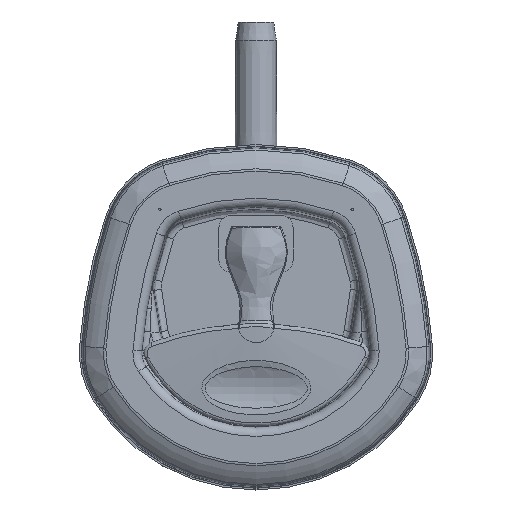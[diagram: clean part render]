
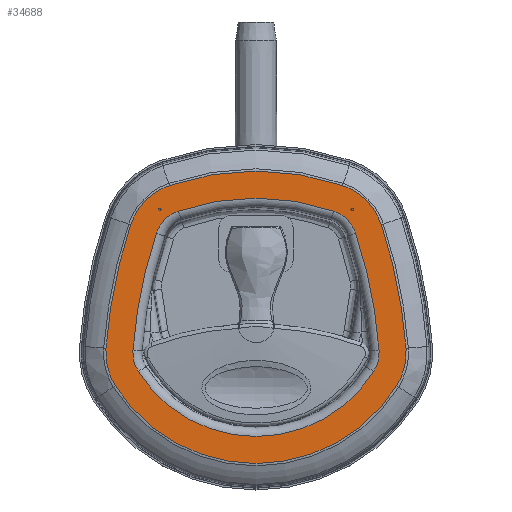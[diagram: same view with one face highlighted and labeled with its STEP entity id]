
A CAD part, top view. The second image highlights one B-rep face of the part: STEP entity #34688.
In plain terms, the highlighted planar face has unit normal (0, 0, 1).
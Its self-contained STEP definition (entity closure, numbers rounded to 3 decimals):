
#1644=FACE_BOUND('',#7723,.T.);
#3555=CIRCLE('',#37696,2.764);
#3557=CIRCLE('',#37699,1.037);
#3559=CIRCLE('',#37702,8.449);
#3561=CIRCLE('',#37705,1.037);
#3563=CIRCLE('',#37708,4.412);
#3565=CIRCLE('',#37711,1.037);
#3567=CIRCLE('',#37714,8.449);
#3569=CIRCLE('',#37717,1.037);
#3572=CIRCLE('',#37722,7.999);
#3573=CIRCLE('',#37723,0.587);
#3574=CIRCLE('',#37724,2.314);
#3575=CIRCLE('',#37725,0.587);
#3576=CIRCLE('',#37726,7.999);
#3577=CIRCLE('',#37727,0.587);
#3578=CIRCLE('',#37728,3.962);
#3579=CIRCLE('',#37729,0.587);
#5577=FACE_OUTER_BOUND('',#7722,.T.);
#7722=EDGE_LOOP('',(#26795,#26796,#26797,#26798,#26799,#26800,#26801,#26802));
#7723=EDGE_LOOP('',(#26803,#26804,#26805,#26806,#26807,#26808,#26809,#26810));
#14628=VERTEX_POINT('',#65146);
#14630=VERTEX_POINT('',#65150);
#14631=VERTEX_POINT('',#65154);
#14632=VERTEX_POINT('',#65158);
#14633=VERTEX_POINT('',#65162);
#14634=VERTEX_POINT('',#65166);
#14635=VERTEX_POINT('',#65170);
#14637=VERTEX_POINT('',#65175);
#14638=VERTEX_POINT('',#65185);
#14639=VERTEX_POINT('',#65186);
#14640=VERTEX_POINT('',#65188);
#14641=VERTEX_POINT('',#65190);
#14642=VERTEX_POINT('',#65192);
#14643=VERTEX_POINT('',#65194);
#14644=VERTEX_POINT('',#65196);
#14645=VERTEX_POINT('',#65198);
#18864=EDGE_CURVE('',#14630,#14628,#3555,.T.);
#18866=EDGE_CURVE('',#14631,#14630,#3557,.T.);
#18868=EDGE_CURVE('',#14632,#14631,#3559,.T.);
#18870=EDGE_CURVE('',#14633,#14632,#3561,.T.);
#18872=EDGE_CURVE('',#14634,#14633,#3563,.T.);
#18874=EDGE_CURVE('',#14635,#14634,#3565,.T.);
#18876=EDGE_CURVE('',#14637,#14635,#3567,.T.);
#18878=EDGE_CURVE('',#14628,#14637,#3569,.T.);
#18881=EDGE_CURVE('',#14638,#14639,#3572,.T.);
#18882=EDGE_CURVE('',#14640,#14638,#3573,.T.);
#18883=EDGE_CURVE('',#14641,#14640,#3574,.T.);
#18884=EDGE_CURVE('',#14642,#14641,#3575,.T.);
#18885=EDGE_CURVE('',#14643,#14642,#3576,.T.);
#18886=EDGE_CURVE('',#14644,#14643,#3577,.T.);
#18887=EDGE_CURVE('',#14645,#14644,#3578,.T.);
#18888=EDGE_CURVE('',#14639,#14645,#3579,.T.);
#26795=ORIENTED_EDGE('',*,*,#18864,.F.);
#26796=ORIENTED_EDGE('',*,*,#18866,.F.);
#26797=ORIENTED_EDGE('',*,*,#18868,.F.);
#26798=ORIENTED_EDGE('',*,*,#18870,.F.);
#26799=ORIENTED_EDGE('',*,*,#18872,.F.);
#26800=ORIENTED_EDGE('',*,*,#18874,.F.);
#26801=ORIENTED_EDGE('',*,*,#18876,.F.);
#26802=ORIENTED_EDGE('',*,*,#18878,.F.);
#26803=ORIENTED_EDGE('',*,*,#18881,.F.);
#26804=ORIENTED_EDGE('',*,*,#18882,.F.);
#26805=ORIENTED_EDGE('',*,*,#18883,.F.);
#26806=ORIENTED_EDGE('',*,*,#18884,.F.);
#26807=ORIENTED_EDGE('',*,*,#18885,.F.);
#26808=ORIENTED_EDGE('',*,*,#18886,.F.);
#26809=ORIENTED_EDGE('',*,*,#18887,.F.);
#26810=ORIENTED_EDGE('',*,*,#18888,.F.);
#31166=PLANE('',#37721);
#34688=ADVANCED_FACE('',(#5577,#1644),#31166,.T.);
#37696=AXIS2_PLACEMENT_3D('',#65152,#44771,#44772);
#37699=AXIS2_PLACEMENT_3D('',#65156,#44777,#44778);
#37702=AXIS2_PLACEMENT_3D('',#65160,#44783,#44784);
#37705=AXIS2_PLACEMENT_3D('',#65164,#44789,#44790);
#37708=AXIS2_PLACEMENT_3D('',#65168,#44795,#44796);
#37711=AXIS2_PLACEMENT_3D('',#65172,#44801,#44802);
#37714=AXIS2_PLACEMENT_3D('',#65177,#44807,#44808);
#37717=AXIS2_PLACEMENT_3D('',#65180,#44813,#44814);
#37721=AXIS2_PLACEMENT_3D('',#65184,#44821,#44822);
#37722=AXIS2_PLACEMENT_3D('',#65187,#44823,#44824);
#37723=AXIS2_PLACEMENT_3D('',#65189,#44825,#44826);
#37724=AXIS2_PLACEMENT_3D('',#65191,#44827,#44828);
#37725=AXIS2_PLACEMENT_3D('',#65193,#44829,#44830);
#37726=AXIS2_PLACEMENT_3D('',#65195,#44831,#44832);
#37727=AXIS2_PLACEMENT_3D('',#65197,#44833,#44834);
#37728=AXIS2_PLACEMENT_3D('',#65199,#44835,#44836);
#37729=AXIS2_PLACEMENT_3D('',#65200,#44837,#44838);
#44771=DIRECTION('center_axis',(0.,0.,-1.));
#44772=DIRECTION('ref_axis',(0.,-1.,0.));
#44777=DIRECTION('center_axis',(0.,0.,-1.));
#44778=DIRECTION('ref_axis',(0.97,-0.242,0.));
#44783=DIRECTION('center_axis',(0.,0.,-1.));
#44784=DIRECTION('ref_axis',(0.98,0.197,0.));
#44789=DIRECTION('center_axis',(0.,0.,-1.));
#44790=DIRECTION('ref_axis',(0.711,0.703,0.));
#44795=DIRECTION('center_axis',(0.,0.,-1.));
#44796=DIRECTION('ref_axis',(0.,1.,0.));
#44801=DIRECTION('center_axis',(0.,0.,-1.));
#44802=DIRECTION('ref_axis',(-0.711,0.703,0.));
#44807=DIRECTION('center_axis',(0.,0.,-1.));
#44808=DIRECTION('ref_axis',(-0.98,0.197,0.));
#44813=DIRECTION('center_axis',(0.,0.,-1.));
#44814=DIRECTION('ref_axis',(-0.97,-0.242,0.));
#44821=DIRECTION('center_axis',(0.,0.,1.));
#44822=DIRECTION('ref_axis',(1.,0.,0.));
#44823=DIRECTION('center_axis',(0.,0.,1.));
#44824=DIRECTION('ref_axis',(0.98,0.197,0.));
#44825=DIRECTION('center_axis',(0.,0.,1.));
#44826=DIRECTION('ref_axis',(0.97,-0.242,0.));
#44827=DIRECTION('center_axis',(0.,0.,1.));
#44828=DIRECTION('ref_axis',(0.,-1.,0.));
#44829=DIRECTION('center_axis',(0.,0.,1.));
#44830=DIRECTION('ref_axis',(-0.97,-0.242,0.));
#44831=DIRECTION('center_axis',(0.,0.,1.));
#44832=DIRECTION('ref_axis',(-0.98,0.197,0.));
#44833=DIRECTION('center_axis',(0.,0.,1.));
#44834=DIRECTION('ref_axis',(-0.711,0.703,0.));
#44835=DIRECTION('center_axis',(0.,0.,1.));
#44836=DIRECTION('ref_axis',(0.,1.,0.));
#44837=DIRECTION('center_axis',(0.,0.,1.));
#44838=DIRECTION('ref_axis',(0.711,0.703,0.));
#65146=CARTESIAN_POINT('',(-2.34,-2.232,1.5));
#65150=CARTESIAN_POINT('',(2.34,-2.232,1.5));
#65152=CARTESIAN_POINT('Origin',(0.,-0.76,
1.5));
#65154=CARTESIAN_POINT('',(2.496,-1.604,1.5));
#65156=CARTESIAN_POINT('Origin',(1.462,-1.68,1.5));
#65158=CARTESIAN_POINT('',(2.085,0.45,1.5));
#65160=CARTESIAN_POINT('Origin',(-5.93,-2.225,1.5));
#65162=CARTESIAN_POINT('',(1.439,1.102,1.5));
#65164=CARTESIAN_POINT('Origin',(1.101,0.121,1.5));
#65166=CARTESIAN_POINT('',(-1.439,1.102,1.5));
#65168=CARTESIAN_POINT('Origin',(0.,-3.069,
1.5));
#65170=CARTESIAN_POINT('',(-2.085,0.45,1.5));
#65172=CARTESIAN_POINT('Origin',(-1.101,0.121,1.5));
#65175=CARTESIAN_POINT('',(-2.496,-1.604,1.5));
#65177=CARTESIAN_POINT('Origin',(5.93,-2.225,1.5));
#65180=CARTESIAN_POINT('Origin',(-1.462,-1.68,1.5));
#65184=CARTESIAN_POINT('Origin',(0.,-1.026,
1.5));
#65185=CARTESIAN_POINT('',(2.047,-1.637,1.5));
#65186=CARTESIAN_POINT('',(1.657,0.307,1.5));
#65187=CARTESIAN_POINT('Origin',(-5.93,-2.225,1.5));
#65188=CARTESIAN_POINT('',(1.958,-1.992,1.5));
#65189=CARTESIAN_POINT('Origin',(1.462,-1.68,1.5));
#65190=CARTESIAN_POINT('',(-1.958,-1.992,1.5));
#65191=CARTESIAN_POINT('Origin',(0.,-0.76,
1.5));
#65192=CARTESIAN_POINT('',(-2.047,-1.637,1.5));
#65193=CARTESIAN_POINT('Origin',(-1.462,-1.68,1.5));
#65194=CARTESIAN_POINT('',(-1.657,0.307,1.5));
#65195=CARTESIAN_POINT('Origin',(5.93,-2.225,1.5));
#65196=CARTESIAN_POINT('',(-1.292,0.676,1.5));
#65197=CARTESIAN_POINT('Origin',(-1.101,0.121,1.5));
#65198=CARTESIAN_POINT('',(1.292,0.676,1.5));
#65199=CARTESIAN_POINT('Origin',(0.,-3.069,
1.5));
#65200=CARTESIAN_POINT('Origin',(1.101,0.121,1.5));
